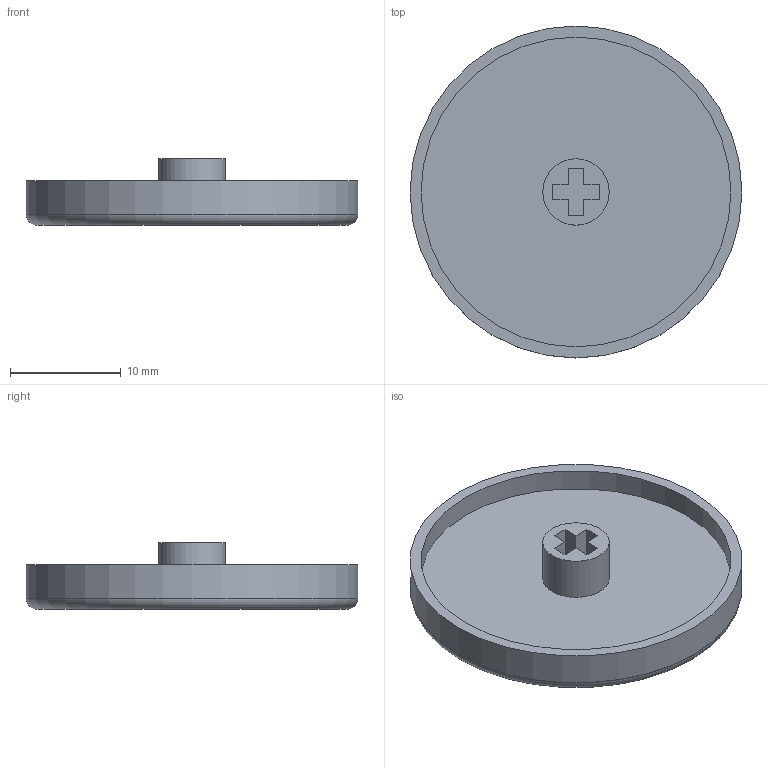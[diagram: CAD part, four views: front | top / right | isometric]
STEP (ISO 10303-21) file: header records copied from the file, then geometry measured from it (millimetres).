
FILE_DESCRIPTION(('Open CASCADE Model'),'2;1');
FILE_NAME('Open CASCADE Shape Model','2024-06-27T20:13:52',('Author'),( 'Open CASCADE'),'Open CASCADE STEP processor 7.7','Open CASCADE 7.7' ,'Unknown');
FILE_SCHEMA(('AUTOMOTIVE_DESIGN { 1 0 10303 214 1 1 1 1 }'));
Length unit declared in the file: millimetre
Products named in the file (7): 63380f7a-34b9-11ef-8af3-3c58c272c2b0; 63380f7b-34b9-11ef-b68e-3c58c272c2b0; 63380f7b-34b9-11ef-b68e-3c58c272c2b0_part; 63380f7c-34b9-11ef-ba8f-3c58c272c2b0; 63380f7c-34b9-11ef-ba8f-3c58c272c2b0_part; 63380f7d-34b9-11ef-a39d-3c58c272c2b0; 63380f7d-34b9-11ef-a39d-3c58c272c2b0_part
Assembly tree (6 placements, depth 3):
  63380f7a-34b9-11ef-8af3-3c58c272c2b0
    63380f7b-34b9-11ef-b68e-3c58c272c2b0
      63380f7b-34b9-11ef-b68e-3c58c272c2b0_part
    63380f7c-34b9-11ef-ba8f-3c58c272c2b0
      63380f7c-34b9-11ef-ba8f-3c58c272c2b0_part
    63380f7d-34b9-11ef-a39d-3c58c272c2b0
      63380f7d-34b9-11ef-a39d-3c58c272c2b0_part
Bounding box: 30 x 30 x 6 mm (x, y, z)
Volume: 1721.9 mm3; surface area: 2429.6 mm2
Topology: 3 solids, 3 shells, 24 faces, 52 edges, 34 vertices
Faces by surface type: plane 18, cylinder 4, torus 2
Full cylindrical faces by diameter (mm): 6 x1, 28 x1, 30 x2
Entity records: 1438 total; most frequent: CARTESIAN_POINT 233, DIRECTION 218, LINE 124, VECTOR 124, ORIENTED_EDGE 104, PCURVE 104, DEFINITIONAL_REPRESENTATION 104, EDGE_CURVE 52
